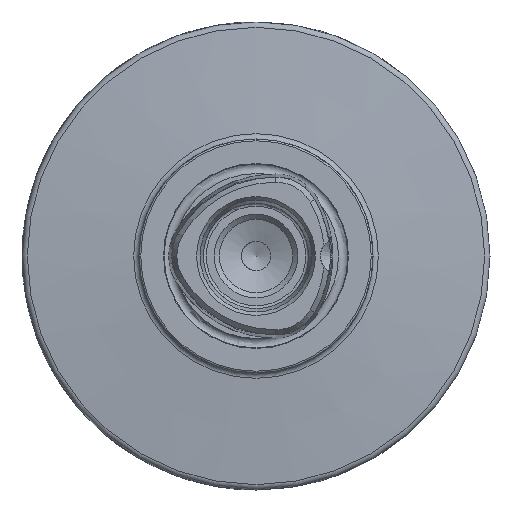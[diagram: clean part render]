
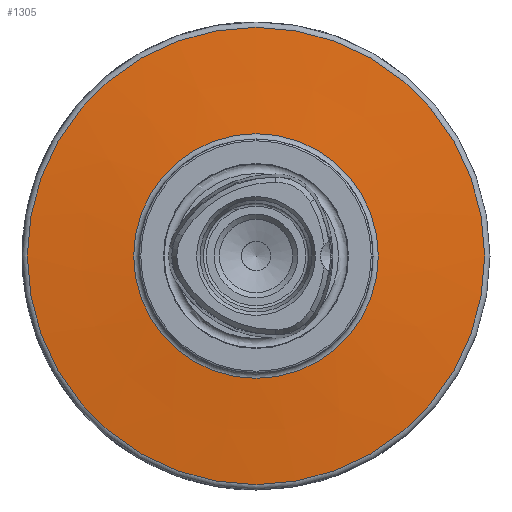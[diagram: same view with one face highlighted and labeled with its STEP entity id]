
A CAD part, left-side view. The second image highlights one B-rep face of the part: STEP entity #1305.
In plain terms, the highlighted conical face has half-angle 85 degrees and reference radius 39.087 mm.
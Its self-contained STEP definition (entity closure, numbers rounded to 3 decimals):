
#303 = AXIS2_PLACEMENT_3D ( 'NONE', #6960, #6910, #5636 ) ;
#998 = CARTESIAN_POINT ( 'NONE',  ( 20.996, 0., 20.913 ) ) ;
#1036 = EDGE_LOOP ( 'NONE', ( #5400 ) ) ;
#1276 = FACE_OUTER_BOUND ( 'NONE', #2613, .T. ) ;
#1305 = ADVANCED_FACE ( 'NONE', ( #8355, #1276 ), #1784, .T. ) ;
#1558 = CARTESIAN_POINT ( 'NONE',  ( 22.586, 0., 39.087 ) ) ;
#1784 = CONICAL_SURFACE ( 'NONE', #4609, 39.087, 1.484 ) ;
#2068 = DIRECTION ( 'NONE',  ( -1., 0., 0. ) ) ;
#2613 = EDGE_LOOP ( 'NONE', ( #4650 ) ) ;
#3153 = CIRCLE ( 'NONE', #4728, 20.913 ) ;
#3162 = EDGE_CURVE ( 'NONE', #7856, #7856, #7303, .T. ) ;
#3172 = DIRECTION ( 'NONE',  ( 1., 0., 0. ) ) ;
#3355 = DIRECTION ( 'NONE',  ( 0., 0., 1. ) ) ;
#3784 = EDGE_CURVE ( 'NONE', #3823, #3823, #3153, .T. ) ;
#3823 = VERTEX_POINT ( 'NONE', #998 ) ;
#4033 = CARTESIAN_POINT ( 'NONE',  ( 20.996, 0., 0. ) ) ;
#4609 = AXIS2_PLACEMENT_3D ( 'NONE', #7634, #3172, #8311 ) ;
#4650 = ORIENTED_EDGE ( 'NONE', *, *, #3162, .T. ) ;
#4728 = AXIS2_PLACEMENT_3D ( 'NONE', #4033, #2068, #3355 ) ;
#5400 = ORIENTED_EDGE ( 'NONE', *, *, #3784, .F. ) ;
#5636 = DIRECTION ( 'NONE',  ( 0., 0., 1. ) ) ;
#6910 = DIRECTION ( 'NONE',  ( -1., 0., 0. ) ) ;
#6960 = CARTESIAN_POINT ( 'NONE',  ( 22.586, 0., 0. ) ) ;
#7303 = CIRCLE ( 'NONE', #303, 39.087 ) ;
#7634 = CARTESIAN_POINT ( 'NONE',  ( 22.586, 0., 0. ) ) ;
#7856 = VERTEX_POINT ( 'NONE', #1558 ) ;
#8311 = DIRECTION ( 'NONE',  ( 0., 0., -1. ) ) ;
#8355 = FACE_BOUND ( 'NONE', #1036, .T. ) ;
